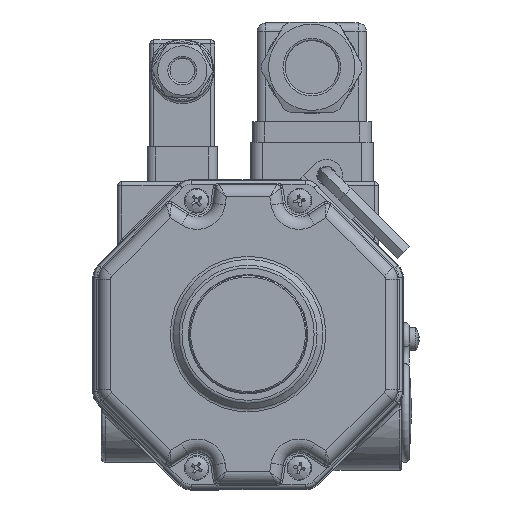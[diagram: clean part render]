
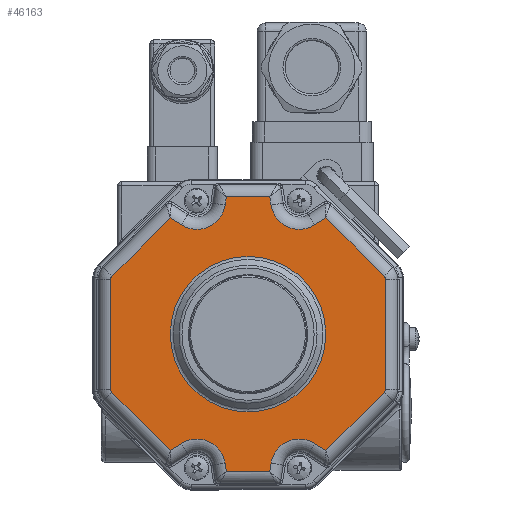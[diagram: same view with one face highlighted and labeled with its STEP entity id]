
A CAD part, top view. The second image highlights one B-rep face of the part: STEP entity #46163.
In plain terms, the highlighted face is planar.
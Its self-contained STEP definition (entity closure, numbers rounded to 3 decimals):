
#3394=CIRCLE('',#50293,1.);
#3399=CIRCLE('',#50301,1.);
#3407=CIRCLE('',#50314,7.);
#3416=CIRCLE('',#50328,1.);
#3420=CIRCLE('',#50335,7.);
#3424=CIRCLE('',#50340,1.);
#3459=CIRCLE('',#50427,7.);
#3460=CIRCLE('',#50428,7.);
#3461=CIRCLE('',#50429,18.914);
#12622=ORIENTED_EDGE('',*,*,#19547,.T.);
#12623=ORIENTED_EDGE('',*,*,#19726,.T.);
#12624=ORIENTED_EDGE('',*,*,#19537,.T.);
#12625=ORIENTED_EDGE('',*,*,#19533,.T.);
#12626=ORIENTED_EDGE('',*,*,#19539,.T.);
#12627=ORIENTED_EDGE('',*,*,#19542,.T.);
#12628=ORIENTED_EDGE('',*,*,#19549,.T.);
#12629=ORIENTED_EDGE('',*,*,#19554,.T.);
#12630=ORIENTED_EDGE('',*,*,#19564,.T.);
#12631=ORIENTED_EDGE('',*,*,#19570,.T.);
#12632=ORIENTED_EDGE('',*,*,#19573,.T.);
#12633=ORIENTED_EDGE('',*,*,#19584,.T.);
#12634=ORIENTED_EDGE('',*,*,#19595,.T.);
#12635=ORIENTED_EDGE('',*,*,#19601,.T.);
#12636=ORIENTED_EDGE('',*,*,#19607,.T.);
#12637=ORIENTED_EDGE('',*,*,#19611,.T.);
#12638=ORIENTED_EDGE('',*,*,#19605,.T.);
#12639=ORIENTED_EDGE('',*,*,#19599,.T.);
#12640=ORIENTED_EDGE('',*,*,#19593,.T.);
#12641=ORIENTED_EDGE('',*,*,#19588,.T.);
#12642=ORIENTED_EDGE('',*,*,#19578,.T.);
#12643=ORIENTED_EDGE('',*,*,#19727,.T.);
#12644=ORIENTED_EDGE('',*,*,#19568,.T.);
#12645=ORIENTED_EDGE('',*,*,#19558,.T.);
#12646=ORIENTED_EDGE('',*,*,#19728,.T.);
#19533=EDGE_CURVE('',#23564,#23566,#26155,.T.);
#19537=EDGE_CURVE('',#23567,#23564,#26158,.T.);
#19539=EDGE_CURVE('',#23566,#23570,#3394,.T.);
#19542=EDGE_CURVE('',#23570,#23572,#26159,.T.);
#19547=EDGE_CURVE('',#23573,#23576,#26162,.T.);
#19549=EDGE_CURVE('',#23572,#23578,#3399,.T.);
#19554=EDGE_CURVE('',#23578,#23581,#26163,.T.);
#19558=EDGE_CURVE('',#23582,#23573,#26166,.T.);
#19564=EDGE_CURVE('',#23581,#23587,#26167,.T.);
#19568=EDGE_CURVE('',#23588,#23582,#26170,.T.);
#19570=EDGE_CURVE('',#23587,#23591,#3407,.T.);
#19573=EDGE_CURVE('',#23591,#23593,#26171,.T.);
#19578=EDGE_CURVE('',#23594,#23597,#26174,.T.);
#19584=EDGE_CURVE('',#23593,#23601,#26175,.T.);
#19588=EDGE_CURVE('',#23602,#23594,#26178,.T.);
#19593=EDGE_CURVE('',#23605,#23602,#3416,.T.);
#19595=EDGE_CURVE('',#23601,#23608,#26179,.T.);
#19599=EDGE_CURVE('',#23609,#23605,#26182,.T.);
#19601=EDGE_CURVE('',#23608,#23612,#3420,.T.);
#19605=EDGE_CURVE('',#23613,#23609,#3424,.T.);
#19607=EDGE_CURVE('',#23612,#23616,#26183,.T.);
#19611=EDGE_CURVE('',#23616,#23613,#26186,.T.);
#19726=EDGE_CURVE('',#23576,#23567,#3459,.T.);
#19727=EDGE_CURVE('',#23597,#23588,#3460,.T.);
#19728=EDGE_CURVE('',#23680,#23680,#3461,.T.);
#23564=VERTEX_POINT('',#78458);
#23566=VERTEX_POINT('',#78477);
#23567=VERTEX_POINT('',#78482);
#23570=VERTEX_POINT('',#78489);
#23572=VERTEX_POINT('',#78495);
#23573=VERTEX_POINT('',#78514);
#23576=VERTEX_POINT('',#78519);
#23578=VERTEX_POINT('',#78524);
#23581=VERTEX_POINT('',#78603);
#23582=VERTEX_POINT('',#78622);
#23587=VERTEX_POINT('',#78741);
#23588=VERTEX_POINT('',#78746);
#23591=VERTEX_POINT('',#78753);
#23593=VERTEX_POINT('',#78773);
#23594=VERTEX_POINT('',#78792);
#23597=VERTEX_POINT('',#78797);
#23601=VERTEX_POINT('',#78928);
#23602=VERTEX_POINT('',#78933);
#23605=VERTEX_POINT('',#78998);
#23608=VERTEX_POINT('',#79005);
#23609=VERTEX_POINT('',#79010);
#23612=VERTEX_POINT('',#79017);
#23613=VERTEX_POINT('',#79022);
#23616=VERTEX_POINT('',#79043);
#23680=VERTEX_POINT('',#79330);
#26155=LINE('',#78478,#28624);
#26158=LINE('',#78485,#28627);
#26159=LINE('',#78496,#28628);
#26162=LINE('',#78520,#28631);
#26163=LINE('',#78604,#28632);
#26166=LINE('',#78625,#28635);
#26167=LINE('',#78742,#28636);
#26170=LINE('',#78749,#28639);
#26171=LINE('',#78774,#28640);
#26174=LINE('',#78798,#28643);
#26175=LINE('',#78929,#28644);
#26178=LINE('',#78936,#28647);
#26179=LINE('',#79006,#28648);
#26182=LINE('',#79013,#28651);
#26183=LINE('',#79044,#28652);
#26186=LINE('',#79064,#28655);
#28624=VECTOR('',#59798,1000.);
#28627=VECTOR('',#59805,1000.);
#28628=VECTOR('',#59818,1000.);
#28631=VECTOR('',#59825,1000.);
#28632=VECTOR('',#59838,1000.);
#28635=VECTOR('',#59843,1000.);
#28636=VECTOR('',#59852,1000.);
#28639=VECTOR('',#59859,1000.);
#28640=VECTOR('',#59870,1000.);
#28643=VECTOR('',#59877,1000.);
#28644=VECTOR('',#59884,1000.);
#28647=VECTOR('',#59891,1000.);
#28648=VECTOR('',#59906,1000.);
#28651=VECTOR('',#59913,1000.);
#28652=VECTOR('',#59932,1000.);
#28655=VECTOR('',#59937,1000.);
#31494=EDGE_LOOP('',(#12622,#12623,#12624,#12625,#12626,#12627,#12628,#12629,
#12630,#12631,#12632,#12633,#12634,#12635,#12636,#12637,#12638,#12639,#12640,
#12641,#12642,#12643,#12644,#12645));
#31495=EDGE_LOOP('',(#12646));
#34336=FACE_BOUND('',#31494,.T.);
#34337=FACE_BOUND('',#31495,.T.);
#35631=PLANE('',#50426);
#46163=ADVANCED_FACE('',(#34336,#34337),#35631,.T.);
#50293=AXIS2_PLACEMENT_3D('',#78490,#59810,#59811);
#50301=AXIS2_PLACEMENT_3D('',#78525,#59830,#59831);
#50314=AXIS2_PLACEMENT_3D('',#78754,#59864,#59865);
#50328=AXIS2_PLACEMENT_3D('',#79001,#59900,#59901);
#50335=AXIS2_PLACEMENT_3D('',#79018,#59918,#59919);
#50340=AXIS2_PLACEMENT_3D('',#79025,#59928,#59929);
#50426=AXIS2_PLACEMENT_3D('',#79326,#60184,#60185);
#50427=AXIS2_PLACEMENT_3D('',#79327,#60186,#60187);
#50428=AXIS2_PLACEMENT_3D('',#79328,#60188,#60189);
#50429=AXIS2_PLACEMENT_3D('',#79329,#60190,#60191);
#59798=DIRECTION('',(-0.707,0.,0.707));
#59805=DIRECTION('',(-0.844,0.,-0.536));
#59810=DIRECTION('',(0.,1.,0.));
#59811=DIRECTION('',(0.,0.,1.));
#59818=DIRECTION('',(0.,0.,1.));
#59825=DIRECTION('',(-0.156,0.,0.988));
#59830=DIRECTION('',(0.,1.,0.));
#59831=DIRECTION('',(0.,0.,1.));
#59838=DIRECTION('',(0.707,0.,0.707));
#59843=DIRECTION('',(-1.,0.,0.));
#59852=DIRECTION('',(0.844,0.,-0.536));
#59859=DIRECTION('',(-0.156,0.,-0.988));
#59864=DIRECTION('',(0.,-1.,0.));
#59865=DIRECTION('',(0.,0.,1.));
#59870=DIRECTION('',(0.156,0.,0.988));
#59877=DIRECTION('',(-0.844,0.,0.536));
#59884=DIRECTION('',(1.,0.,0.));
#59891=DIRECTION('',(-0.707,0.,-0.707));
#59900=DIRECTION('',(0.,1.,0.));
#59901=DIRECTION('',(0.,0.,1.));
#59906=DIRECTION('',(0.156,0.,-0.988));
#59913=DIRECTION('',(0.,0.,-1.));
#59918=DIRECTION('',(0.,-1.,0.));
#59919=DIRECTION('',(0.,0.,1.));
#59928=DIRECTION('',(0.,1.,0.));
#59929=DIRECTION('',(0.,0.,1.));
#59932=DIRECTION('',(0.844,0.,0.536));
#59937=DIRECTION('',(0.707,0.,-0.707));
#60184=DIRECTION('',(0.,1.,0.));
#60185=DIRECTION('',(0.,0.,1.));
#60186=DIRECTION('',(0.,-1.,0.));
#60187=DIRECTION('',(0.,0.,1.));
#60188=DIRECTION('',(0.,-1.,0.));
#60189=DIRECTION('',(0.,0.,1.));
#60190=DIRECTION('',(0.,-1.,0.));
#60191=DIRECTION('',(0.,0.,1.));
#78458=CARTESIAN_POINT('',(-18.939,26.,-28.296));
#78477=CARTESIAN_POINT('',(-33.107,26.,-14.128));
#78478=CARTESIAN_POINT('',(-33.107,26.,-14.128));
#78482=CARTESIAN_POINT('',(-16.251,26.,-26.59));
#78485=CARTESIAN_POINT('',(-20.292,26.,-29.154));
#78489=CARTESIAN_POINT('',(-33.4,26.,-13.421));
#78490=CARTESIAN_POINT('',(-32.4,26.,-13.421));
#78495=CARTESIAN_POINT('',(-33.4,26.,13.421));
#78496=CARTESIAN_POINT('',(-33.4,26.,13.421));
#78514=CARTESIAN_POINT('',(-5.27,26.,-33.4));
#78519=CARTESIAN_POINT('',(-5.586,26.,-31.405));
#78520=CARTESIAN_POINT('',(-10.302,26.,-1.632));
#78524=CARTESIAN_POINT('',(-33.107,26.,14.128));
#78525=CARTESIAN_POINT('',(-32.4,26.,13.421));
#78603=CARTESIAN_POINT('',(-18.939,26.,28.296));
#78604=CARTESIAN_POINT('',(-17.806,26.,29.429));
#78622=CARTESIAN_POINT('',(5.27,26.,-33.4));
#78625=CARTESIAN_POINT('',(-6.978,26.,-33.4));
#78741=CARTESIAN_POINT('',(-16.251,26.,26.59));
#78742=CARTESIAN_POINT('',(7.364,26.,11.603));
#78746=CARTESIAN_POINT('',(5.586,26.,-31.405));
#78749=CARTESIAN_POINT('',(5.003,26.,-35.087));
#78753=CARTESIAN_POINT('',(-5.586,26.,31.405));
#78754=CARTESIAN_POINT('',(-12.5,26.,32.5));
#78773=CARTESIAN_POINT('',(-5.27,26.,33.4));
#78774=CARTESIAN_POINT('',(-5.003,26.,35.087));
#78792=CARTESIAN_POINT('',(18.939,26.,-28.296));
#78797=CARTESIAN_POINT('',(16.251,26.,-26.59));
#78798=CARTESIAN_POINT('',(-7.364,26.,-11.603));
#78928=CARTESIAN_POINT('',(5.27,26.,33.4));
#78929=CARTESIAN_POINT('',(6.978,26.,33.4));
#78933=CARTESIAN_POINT('',(33.107,26.,-14.128));
#78936=CARTESIAN_POINT('',(17.806,26.,-29.429));
#78998=CARTESIAN_POINT('',(33.4,26.,-13.421));
#79001=CARTESIAN_POINT('',(32.4,26.,-13.421));
#79005=CARTESIAN_POINT('',(5.586,26.,31.405));
#79006=CARTESIAN_POINT('',(10.302,26.,1.632));
#79010=CARTESIAN_POINT('',(33.4,26.,13.421));
#79013=CARTESIAN_POINT('',(33.4,26.,-13.421));
#79017=CARTESIAN_POINT('',(16.251,26.,26.59));
#79018=CARTESIAN_POINT('',(12.5,26.,32.5));
#79022=CARTESIAN_POINT('',(33.107,26.,14.128));
#79025=CARTESIAN_POINT('',(32.4,26.,13.421));
#79043=CARTESIAN_POINT('',(18.939,26.,28.296));
#79044=CARTESIAN_POINT('',(20.292,26.,29.154));
#79064=CARTESIAN_POINT('',(33.107,26.,14.128));
#79326=CARTESIAN_POINT('',(0.,26.,0.));
#79327=CARTESIAN_POINT('',(-12.5,26.,-32.5));
#79328=CARTESIAN_POINT('',(12.5,26.,-32.5));
#79329=CARTESIAN_POINT('',(0.,26.,0.));
#79330=CARTESIAN_POINT('',(0.,26.,18.914));
